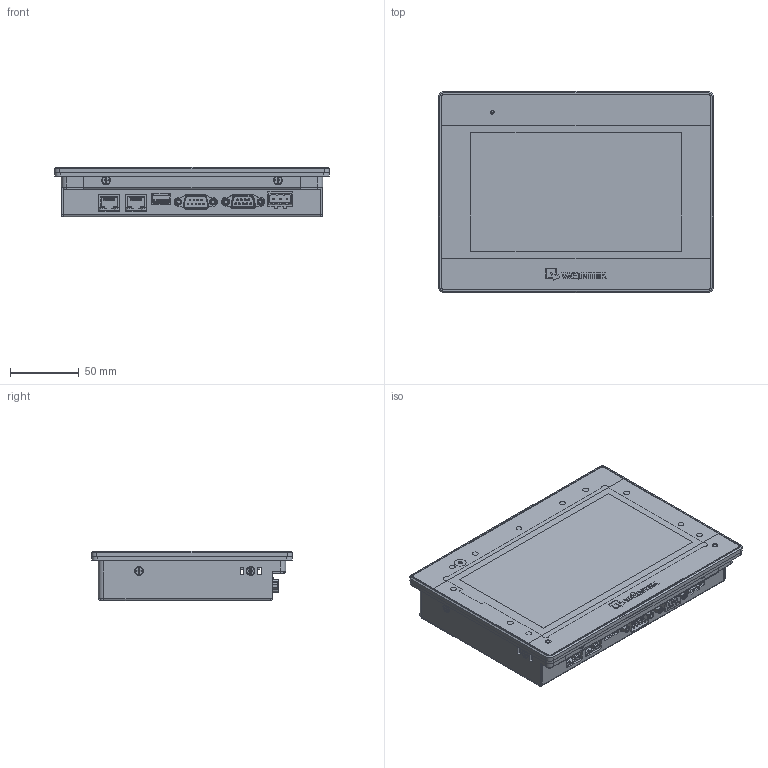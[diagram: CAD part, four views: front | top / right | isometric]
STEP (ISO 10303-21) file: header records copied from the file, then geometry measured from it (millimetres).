
FILE_DESCRIPTION (( 'STEP AP214' ), '1' );
FILE_NAME ('cMT3072XHT_220504.STEP', '2022-06-10T03:53:26', ( '' ), ( '' ), 'SwSTEP 2.0', 'SolidWorks 2019', '' );
FILE_SCHEMA (( 'AUTOMOTIVE_DESIGN' ));
Length unit declared in the file: millimetre
Products named in the file (1): cMT3072XHT_220504
Bounding box: 200.4 x 146.5 x 36 mm (x, y, z)
Surface area: 163806.6 mm2 (no closed solid volume)
Topology: 0 solids, 75 shells, 773 faces, 3554 edges, 2887 vertices
Faces by surface type: plane 552, cylinder 161, cone 25, bspline 20, torus 10, sphere 5
Full cylindrical faces by diameter (mm): 0.9 x9, 1 x3, 1.1 x9, 2.5 x2, 2.8 x2, 3 x3, 4.2 x4, 5.6 x4, 8.5 x1
Entity records: 49767 total; most frequent: CARTESIAN_POINT 13091, DIRECTION 5383, ORIENTED_EDGE 5357, EDGE_CURVE 3464, VERTEX_POINT 2871, VECTOR 2463, LINE 2463, AXIS2_PLACEMENT_3D 1460
